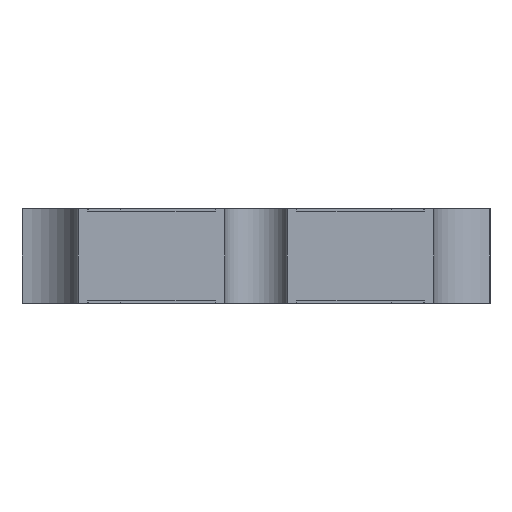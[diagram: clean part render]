
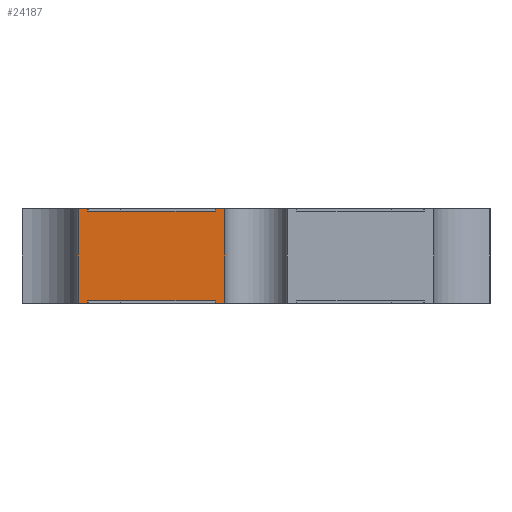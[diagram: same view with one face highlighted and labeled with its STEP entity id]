
A CAD part, left-side view. The second image highlights one B-rep face of the part: STEP entity #24187.
In plain terms, the highlighted planar face has unit normal (-1, 0, 0).
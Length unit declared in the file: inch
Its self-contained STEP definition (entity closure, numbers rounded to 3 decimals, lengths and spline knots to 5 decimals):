
#28 = CARTESIAN_POINT ( 'NONE',  ( -0.28, 0.126, 0. ) ) ;
#349 = DIRECTION ( 'NONE',  ( 0., -1., 0. ) ) ;
#765 = CARTESIAN_POINT ( 'NONE',  ( -0.28, 0.0305, 0.002 ) ) ;
#2087 = DIRECTION ( 'NONE',  ( 0., 1., 0. ) ) ;
#2627 = CARTESIAN_POINT ( 'NONE',  ( -0.28, 0.02337, 0. ) ) ;
#3008 = CARTESIAN_POINT ( 'NONE',  ( -0.28, 0.0305, 0.069 ) ) ;
#3270 = DIRECTION ( 'NONE',  ( 0., 0., -1. ) ) ;
#3792 = ORIENTED_EDGE ( 'NONE', *, *, #33449, .T. ) ;
#4045 = EDGE_CURVE ( 'NONE', #27552, #29347, #37507, .T. ) ;
#4095 = EDGE_CURVE ( 'NONE', #36655, #35459, #23405, .T. ) ;
#5202 = VECTOR ( 'NONE', #23040, 39.37008 ) ;
#5266 = LINE ( 'NONE', #35011, #5202 ) ;
#6189 = VERTEX_POINT ( 'NONE', #14794 ) ;
#6719 = VECTOR ( 'NONE', #36729, 39.37008 ) ;
#7132 = EDGE_CURVE ( 'NONE', #21597, #24920, #18533, .T. ) ;
#8341 = CARTESIAN_POINT ( 'NONE',  ( -0.28, 0.02337, 0. ) ) ;
#8829 = LINE ( 'NONE', #34931, #17005 ) ;
#9943 = ORIENTED_EDGE ( 'NONE', *, *, #35713, .T. ) ;
#9970 = VECTOR ( 'NONE', #10383, 39.37008 ) ;
#10383 = DIRECTION ( 'NONE',  ( 0., 0., -1. ) ) ;
#10496 = CARTESIAN_POINT ( 'NONE',  ( -0.28, 0.02337, 0.002 ) ) ;
#10747 = ORIENTED_EDGE ( 'NONE', *, *, #18010, .T. ) ;
#10882 = FACE_OUTER_BOUND ( 'NONE', #12782, .T. ) ;
#11246 = DIRECTION ( 'NONE',  ( 0., 0., -1. ) ) ;
#11400 = CARTESIAN_POINT ( 'NONE',  ( -0.28, 0.126, 0.002 ) ) ;
#11563 = CARTESIAN_POINT ( 'NONE',  ( -0.28, 0.02337, 0. ) ) ;
#12288 = ORIENTED_EDGE ( 'NONE', *, *, #35199, .T. ) ;
#12655 = VERTEX_POINT ( 'NONE', #18693 ) ;
#12723 = EDGE_CURVE ( 'NONE', #15908, #12655, #15995, .T. ) ;
#12782 = EDGE_LOOP ( 'NONE', ( #20790, #15813, #10747, #26030, #9943, #12288, #25711, #34770, #24133, #3792, #36917, #21248 ) ) ;
#14794 = CARTESIAN_POINT ( 'NONE',  ( -0.28, 0.126, 0.071 ) ) ;
#15034 = LINE ( 'NONE', #11563, #17687 ) ;
#15813 = ORIENTED_EDGE ( 'NONE', *, *, #33527, .T. ) ;
#15819 = CARTESIAN_POINT ( 'NONE',  ( -0.28, 0.0305, 0.069 ) ) ;
#15842 = VECTOR ( 'NONE', #27400, 39.37008 ) ;
#15908 = VERTEX_POINT ( 'NONE', #765 ) ;
#15995 = LINE ( 'NONE', #21787, #9970 ) ;
#16866 = PLANE ( 'NONE',  #31720 ) ;
#16874 = VECTOR ( 'NONE', #19917, 39.37008 ) ;
#17005 = VECTOR ( 'NONE', #2087, 39.37008 ) ;
#17687 = VECTOR ( 'NONE', #349, 39.37008 ) ;
#17964 = CARTESIAN_POINT ( 'NONE',  ( -0.28, 0.02337, 0.002 ) ) ;
#18010 = EDGE_CURVE ( 'NONE', #23824, #6189, #27360, .T. ) ;
#18108 = VECTOR ( 'NONE', #29495, 39.37008 ) ;
#18533 = LINE ( 'NONE', #15819, #35274 ) ;
#18693 = CARTESIAN_POINT ( 'NONE',  ( -0.28, 0.0305, 0. ) ) ;
#19917 = DIRECTION ( 'NONE',  ( 0., 0., -1. ) ) ;
#20790 = ORIENTED_EDGE ( 'NONE', *, *, #7132, .F. ) ;
#21007 = CARTESIAN_POINT ( 'NONE',  ( -0.28, 0.13307, 0. ) ) ;
#21248 = ORIENTED_EDGE ( 'NONE', *, *, #28133, .T. ) ;
#21376 = DIRECTION ( 'NONE',  ( 0., 0., 1. ) ) ;
#21597 = VERTEX_POINT ( 'NONE', #3008 ) ;
#21787 = CARTESIAN_POINT ( 'NONE',  ( -0.28, 0.0305, 0.002 ) ) ;
#21853 = LINE ( 'NONE', #24934, #6719 ) ;
#22894 = CARTESIAN_POINT ( 'NONE',  ( -0.28, 0.126, 0.002 ) ) ;
#23040 = DIRECTION ( 'NONE',  ( 0., 1., 0. ) ) ;
#23333 = CARTESIAN_POINT ( 'NONE',  ( -0.28, 0.0305, 0.002 ) ) ;
#23391 = VECTOR ( 'NONE', #21376, 39.37008 ) ;
#23405 = LINE ( 'NONE', #17964, #33555 ) ;
#23824 = VERTEX_POINT ( 'NONE', #28324 ) ;
#24133 = ORIENTED_EDGE ( 'NONE', *, *, #12723, .T. ) ;
#24187 = ADVANCED_FACE ( 'NONE', ( #10882 ), #16866, .F. ) ;
#24327 = DIRECTION ( 'NONE',  ( 0., 0., 1. ) ) ;
#24689 = CARTESIAN_POINT ( 'NONE',  ( -0.28, 0., 0.069 ) ) ;
#24920 = VERTEX_POINT ( 'NONE', #33229 ) ;
#24934 = CARTESIAN_POINT ( 'NONE',  ( -0.28, 0.13307, 0.002 ) ) ;
#25360 = VERTEX_POINT ( 'NONE', #21007 ) ;
#25711 = ORIENTED_EDGE ( 'NONE', *, *, #4045, .F. ) ;
#26018 = LINE ( 'NONE', #2627, #37555 ) ;
#26030 = ORIENTED_EDGE ( 'NONE', *, *, #30484, .T. ) ;
#27318 = EDGE_CURVE ( 'NONE', #27552, #15908, #29878, .T. ) ;
#27360 = LINE ( 'NONE', #35854, #23391 ) ;
#27400 = DIRECTION ( 'NONE',  ( 0., 1., 0. ) ) ;
#27552 = VERTEX_POINT ( 'NONE', #22894 ) ;
#28133 = EDGE_CURVE ( 'NONE', #36655, #24920, #5266, .T. ) ;
#28324 = CARTESIAN_POINT ( 'NONE',  ( -0.28, 0.126, 0.069 ) ) ;
#28724 = CARTESIAN_POINT ( 'NONE',  ( -0.28, 0.13307, 0.071 ) ) ;
#29347 = VERTEX_POINT ( 'NONE', #28 ) ;
#29495 = DIRECTION ( 'NONE',  ( 0., -1., 0. ) ) ;
#29878 = LINE ( 'NONE', #23333, #18108 ) ;
#30226 = DIRECTION ( 'NONE',  ( 0., -1., 0. ) ) ;
#30484 = EDGE_CURVE ( 'NONE', #6189, #33684, #8829, .T. ) ;
#31720 = AXIS2_PLACEMENT_3D ( 'NONE', #10496, #31729, #11246 ) ;
#31729 = DIRECTION ( 'NONE',  ( 1., 0., 0. ) ) ;
#32048 = LINE ( 'NONE', #24689, #15842 ) ;
#33229 = CARTESIAN_POINT ( 'NONE',  ( -0.28, 0.0305, 0.071 ) ) ;
#33449 = EDGE_CURVE ( 'NONE', #12655, #35459, #15034, .T. ) ;
#33527 = EDGE_CURVE ( 'NONE', #21597, #23824, #32048, .T. ) ;
#33555 = VECTOR ( 'NONE', #3270, 39.37008 ) ;
#33684 = VERTEX_POINT ( 'NONE', #28724 ) ;
#34770 = ORIENTED_EDGE ( 'NONE', *, *, #27318, .T. ) ;
#34931 = CARTESIAN_POINT ( 'NONE',  ( -0.28, 0., 0.071 ) ) ;
#35011 = CARTESIAN_POINT ( 'NONE',  ( -0.28, 0., 0.071 ) ) ;
#35199 = EDGE_CURVE ( 'NONE', #25360, #29347, #26018, .T. ) ;
#35274 = VECTOR ( 'NONE', #24327, 39.37008 ) ;
#35459 = VERTEX_POINT ( 'NONE', #8341 ) ;
#35713 = EDGE_CURVE ( 'NONE', #33684, #25360, #21853, .T. ) ;
#35854 = CARTESIAN_POINT ( 'NONE',  ( -0.28, 0.126, 0.069 ) ) ;
#36655 = VERTEX_POINT ( 'NONE', #36829 ) ;
#36729 = DIRECTION ( 'NONE',  ( 0., 0., -1. ) ) ;
#36829 = CARTESIAN_POINT ( 'NONE',  ( -0.28, 0.02337, 0.071 ) ) ;
#36917 = ORIENTED_EDGE ( 'NONE', *, *, #4095, .F. ) ;
#37507 = LINE ( 'NONE', #11400, #16874 ) ;
#37555 = VECTOR ( 'NONE', #30226, 39.37008 ) ;
